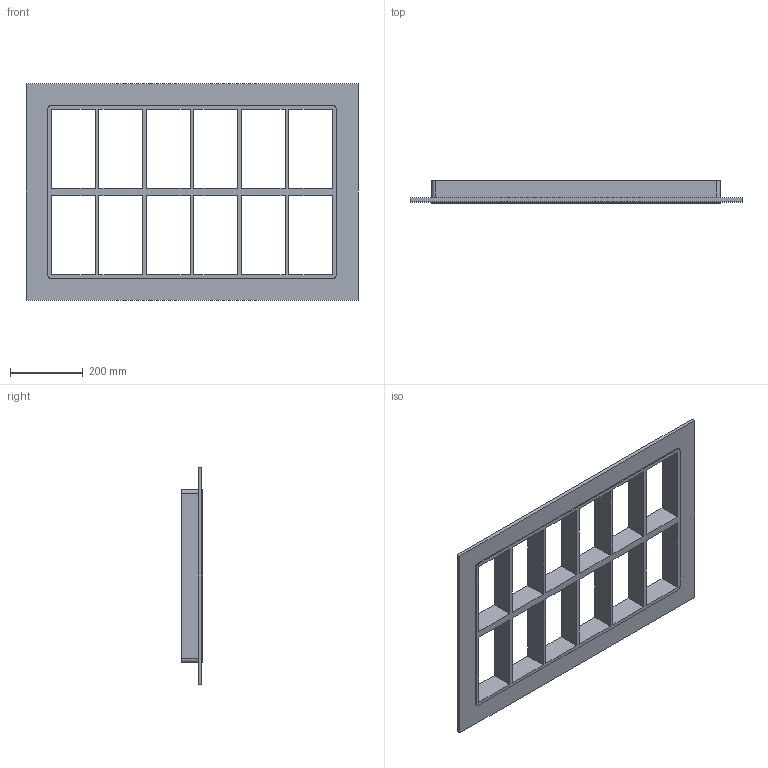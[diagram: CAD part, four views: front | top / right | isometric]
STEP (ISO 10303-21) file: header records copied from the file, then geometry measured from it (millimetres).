
FILE_DESCRIPTION((''),'2;1');
FILE_NAME('SF6+6X6.stp','2013-06-28T14:24:55',(''),(''),'Autodesk Inventor 2013','Autodesk Inventor 2013','');
FILE_SCHEMA(('AUTOMOTIVE_DESIGN { 1 0 10303 214 1 1 1 1 }'));
Length unit declared in the file: millimetre
Products named in the file (1): roxtec S_SF_G
Bounding box: 913 x 60 x 596 mm (x, y, z)
Volume: 5396908 mm3; surface area: 1101501.6 mm2
Topology: 1 solids, 1 shells, 72 faces, 204 edges, 136 vertices
Faces by surface type: plane 64, cylinder 8
Entity records: 2378 total; most frequent: CARTESIAN_POINT 413, ORIENTED_EDGE 408, DIRECTION 366, EDGE_CURVE 204, VECTOR 188, LINE 188, VERTEX_POINT 136, EDGE_LOOP 98
